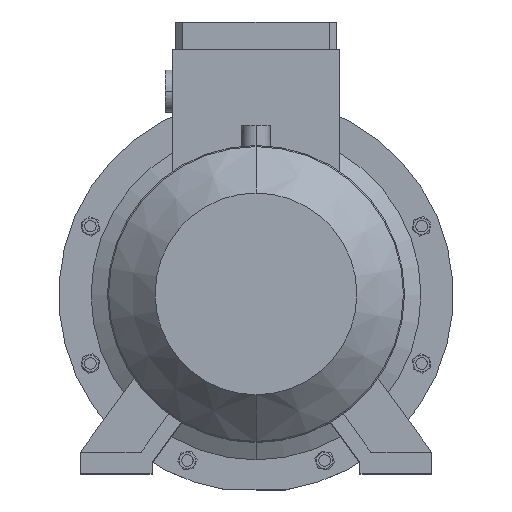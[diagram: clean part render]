
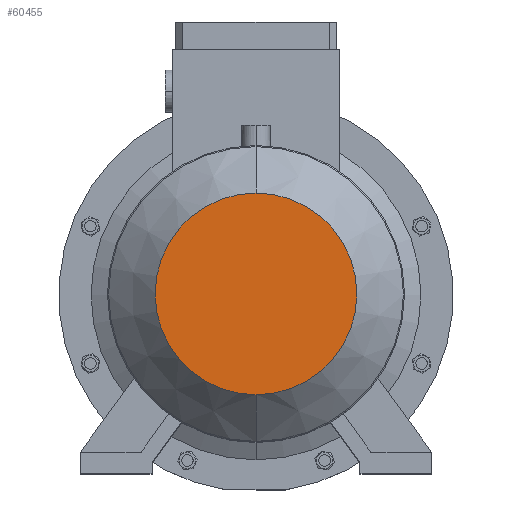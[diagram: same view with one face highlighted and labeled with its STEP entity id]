
A CAD part, top view. The second image highlights one B-rep face of the part: STEP entity #60455.
In plain terms, the highlighted planar face has unit normal (0, 0, 1).
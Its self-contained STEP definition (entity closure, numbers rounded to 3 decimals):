
#2591 = DIRECTION ( 'NONE',  ( 0., 0., -1. ) ) ;
#7587 = CARTESIAN_POINT ( 'NONE',  ( 0., 0., 1051. ) ) ;
#9177 = FACE_OUTER_BOUND ( 'NONE', #53721, .T. ) ;
#12019 = DIRECTION ( 'NONE',  ( 0., -1., 0. ) ) ;
#13060 = EDGE_CURVE ( 'NONE', #36433, #21691, #40215, .T. ) ;
#13967 = ORIENTED_EDGE ( 'NONE', *, *, #13060, .F. ) ;
#16464 = CARTESIAN_POINT ( 'NONE',  ( 0., 0., 1051. ) ) ;
#20955 = ORIENTED_EDGE ( 'NONE', *, *, #54567, .F. ) ;
#21691 = VERTEX_POINT ( 'NONE', #59413 ) ;
#33160 = CARTESIAN_POINT ( 'NONE',  ( 0., 0., 1051. ) ) ;
#36433 = VERTEX_POINT ( 'NONE', #43929 ) ;
#36887 = DIRECTION ( 'NONE',  ( 0., 1., 0. ) ) ;
#40215 = CIRCLE ( 'NONE', #44402, 140.625 ) ;
#41791 = DIRECTION ( 'NONE',  ( 0., 0., -1. ) ) ;
#41856 = CIRCLE ( 'NONE', #42541, 140.625 ) ;
#42541 = AXIS2_PLACEMENT_3D ( 'NONE', #33160, #2591, #43515 ) ;
#42855 = DIRECTION ( 'NONE',  ( 0., 0., 1. ) ) ;
#43515 = DIRECTION ( 'NONE',  ( 0., 1., 0. ) ) ;
#43929 = CARTESIAN_POINT ( 'NONE',  ( 0., 140.625, 1051. ) ) ;
#44402 = AXIS2_PLACEMENT_3D ( 'NONE', #16464, #41791, #36887 ) ;
#47004 = PLANE ( 'NONE',  #48365 ) ;
#48365 = AXIS2_PLACEMENT_3D ( 'NONE', #7587, #42855, #12019 ) ;
#53721 = EDGE_LOOP ( 'NONE', ( #13967, #20955 ) ) ;
#54567 = EDGE_CURVE ( 'NONE', #21691, #36433, #41856, .T. ) ;
#59413 = CARTESIAN_POINT ( 'NONE',  ( 0., -140.625, 1051. ) ) ;
#60455 = ADVANCED_FACE ( 'NONE', ( #9177 ), #47004, .T. ) ;
